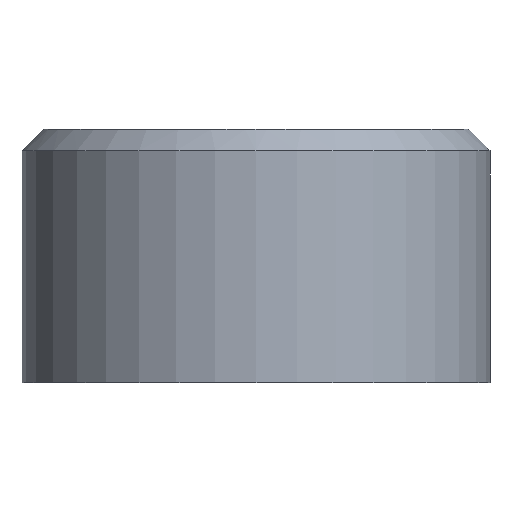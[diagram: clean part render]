
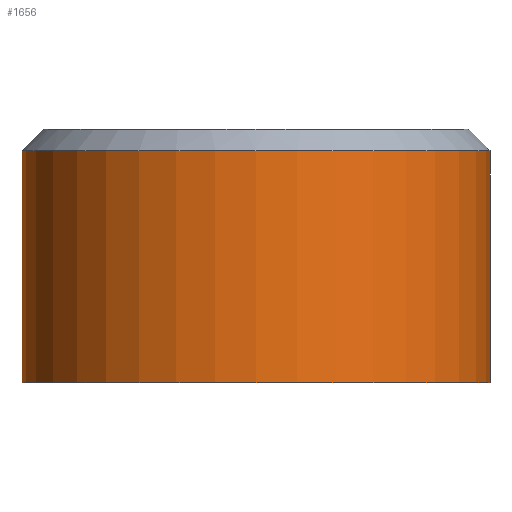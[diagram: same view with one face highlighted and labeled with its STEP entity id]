
A CAD part, front view. The second image highlights one B-rep face of the part: STEP entity #1656.
In plain terms, the highlighted cylindrical face has radius 54 mm (diameter 108 mm), a partial arc.
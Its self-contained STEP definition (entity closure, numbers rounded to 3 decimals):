
#64 = LINE ( 'NONE', #6977, #3460 ) ;
#363 = CARTESIAN_POINT ( 'NONE',  ( 54., 0., -8.5 ) ) ;
#702 = EDGE_CURVE ( 'NONE', #5226, #5405, #7399, .T. ) ;
#1419 = DIRECTION ( 'NONE',  ( 1., 0., 0. ) ) ;
#1656 = ADVANCED_FACE ( 'NONE', ( #6476 ), #3919, .T. ) ;
#2135 = CARTESIAN_POINT ( 'NONE',  ( 0., 0., -8.5 ) ) ;
#2209 = VERTEX_POINT ( 'NONE', #8136 ) ;
#2662 = CARTESIAN_POINT ( 'NONE',  ( -54., 0., 45. ) ) ;
#2702 = ORIENTED_EDGE ( 'NONE', *, *, #5465, .T. ) ;
#2824 = ORIENTED_EDGE ( 'NONE', *, *, #702, .T. ) ;
#2860 = VERTEX_POINT ( 'NONE', #363 ) ;
#3036 = CARTESIAN_POINT ( 'NONE',  ( 0., 0., 45. ) ) ;
#3153 = AXIS2_PLACEMENT_3D ( 'NONE', #2135, #5705, #1419 ) ;
#3407 = CARTESIAN_POINT ( 'NONE',  ( -54., 0., 50. ) ) ;
#3446 = DIRECTION ( 'NONE',  ( 0., 0., -1. ) ) ;
#3460 = VECTOR ( 'NONE', #3446, 1000. ) ;
#3474 = AXIS2_PLACEMENT_3D ( 'NONE', #3036, #3685, #5122 ) ;
#3658 = DIRECTION ( 'NONE',  ( 0., 0., -1. ) ) ;
#3685 = DIRECTION ( 'NONE',  ( 0., 0., -1. ) ) ;
#3729 = ORIENTED_EDGE ( 'NONE', *, *, #8614, .F. ) ;
#3919 = CYLINDRICAL_SURFACE ( 'NONE', #8535, 54. ) ;
#4163 = CARTESIAN_POINT ( 'NONE',  ( 54., 0., 45. ) ) ;
#4316 = CARTESIAN_POINT ( 'NONE',  ( 0., 0., 50. ) ) ;
#5122 = DIRECTION ( 'NONE',  ( 1., 0., 0. ) ) ;
#5226 = VERTEX_POINT ( 'NONE', #4163 ) ;
#5405 = VERTEX_POINT ( 'NONE', #2662 ) ;
#5465 = EDGE_CURVE ( 'NONE', #5405, #2209, #5865, .T. ) ;
#5486 = DIRECTION ( 'NONE',  ( 0., 0., -1. ) ) ;
#5544 = CIRCLE ( 'NONE', #3153, 54. ) ;
#5705 = DIRECTION ( 'NONE',  ( 0., 0., 1. ) ) ;
#5865 = LINE ( 'NONE', #3407, #6305 ) ;
#6245 = EDGE_CURVE ( 'NONE', #2209, #2860, #5544, .T. ) ;
#6305 = VECTOR ( 'NONE', #5486, 1000. ) ;
#6476 = FACE_OUTER_BOUND ( 'NONE', #8607, .T. ) ;
#6530 = ORIENTED_EDGE ( 'NONE', *, *, #6245, .T. ) ;
#6977 = CARTESIAN_POINT ( 'NONE',  ( 54., 0., 50. ) ) ;
#7399 = CIRCLE ( 'NONE', #3474, 54. ) ;
#8136 = CARTESIAN_POINT ( 'NONE',  ( -54., 0., -8.5 ) ) ;
#8535 = AXIS2_PLACEMENT_3D ( 'NONE', #4316, #3658, #8629 ) ;
#8607 = EDGE_LOOP ( 'NONE', ( #3729, #2824, #2702, #6530 ) ) ;
#8614 = EDGE_CURVE ( 'NONE', #5226, #2860, #64, .T. ) ;
#8629 = DIRECTION ( 'NONE',  ( -1., 0., 0. ) ) ;
